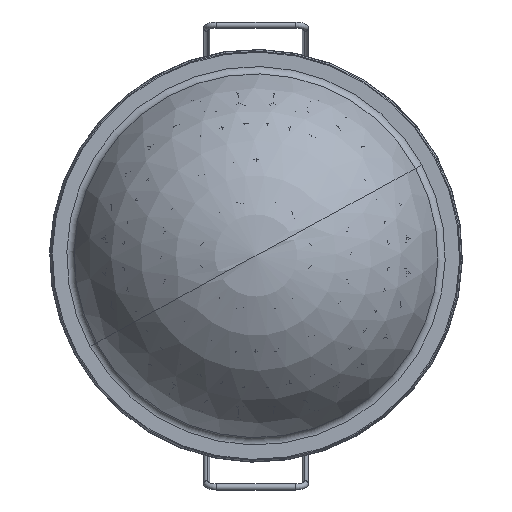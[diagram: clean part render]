
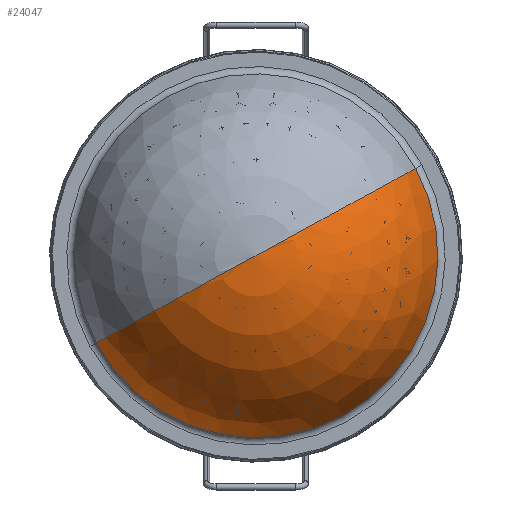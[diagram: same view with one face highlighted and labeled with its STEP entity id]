
A CAD part, top view. The second image highlights one B-rep face of the part: STEP entity #24047.
In plain terms, the highlighted spherical face has radius 37.25 mm.
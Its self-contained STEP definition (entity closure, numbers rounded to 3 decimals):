
#24003=AXIS2_PLACEMENT_3D('Circle Axis2P3D',#24001,#24002,$) ;
#24028=AXIS2_PLACEMENT_3D('Sphere Axis2P3D',#24025,#24026,#24027) ;
#24032=AXIS2_PLACEMENT_3D('Circle Axis2P3D',#24030,#24031,$) ;
#24039=AXIS2_PLACEMENT_3D('Circle Axis2P3D',#24037,#24038,$) ;
#23991=CARTESIAN_POINT('Vertex',(-31.703,-17.319,22.034)) ;
#23998=CARTESIAN_POINT('Vertex',(31.703,17.319,22.034)) ;
#24001=CARTESIAN_POINT('Axis2P3D Location',(0.,0.,22.034)) ;
#24025=CARTESIAN_POINT('Axis2P3D Location',(0.,0.,12.95)) ;
#24030=CARTESIAN_POINT('Axis2P3D Location',(0.,0.,12.95)) ;
#24034=CARTESIAN_POINT('Vertex',(0.,0.,50.2)) ;
#24037=CARTESIAN_POINT('Axis2P3D Location',(0.,0.,12.95)) ;
#24002=DIRECTION('Axis2P3D Direction',(0.,0.,1.)) ;
#24026=DIRECTION('Axis2P3D Direction',(0.,0.,1.)) ;
#24027=DIRECTION('Axis2P3D XDirection',(-0.878,-0.479,0.)) ;
#24031=DIRECTION('Axis2P3D Direction',(0.479,-0.878,0.)) ;
#24038=DIRECTION('Axis2P3D Direction',(-0.479,0.878,0.)) ;
#24043=ORIENTED_EDGE('',*,*,#24036,.T.) ;
#24044=ORIENTED_EDGE('',*,*,#24041,.F.) ;
#24045=ORIENTED_EDGE('',*,*,#24005,.T.) ;
#24047=ADVANCED_FACE('06-PM-2400_1B-V1-E01-261110_G_SERIE_LINSE_24_DE_VERSION.1\\PartBody',(#24046),#24029,.T.) ;
#24004=CIRCLE('generated circle',#24003,36.125) ;
#24033=CIRCLE('generated circle',#24032,37.25) ;
#24040=CIRCLE('generated circle',#24039,37.25) ;
#24005=EDGE_CURVE('',#23992,#23999,#24004,.T.) ;
#24036=EDGE_CURVE('',#23999,#24035,#24033,.T.) ;
#24041=EDGE_CURVE('',#23992,#24035,#24040,.T.) ;
#24042=EDGE_LOOP('',(#24043,#24044,#24045)) ;
#24046=FACE_OUTER_BOUND('',#24042,.T.) ;
#24029=SPHERICAL_SURFACE('',#24028,37.25) ;
#23992=VERTEX_POINT('',#23991) ;
#23999=VERTEX_POINT('',#23998) ;
#24035=VERTEX_POINT('',#24034) ;
